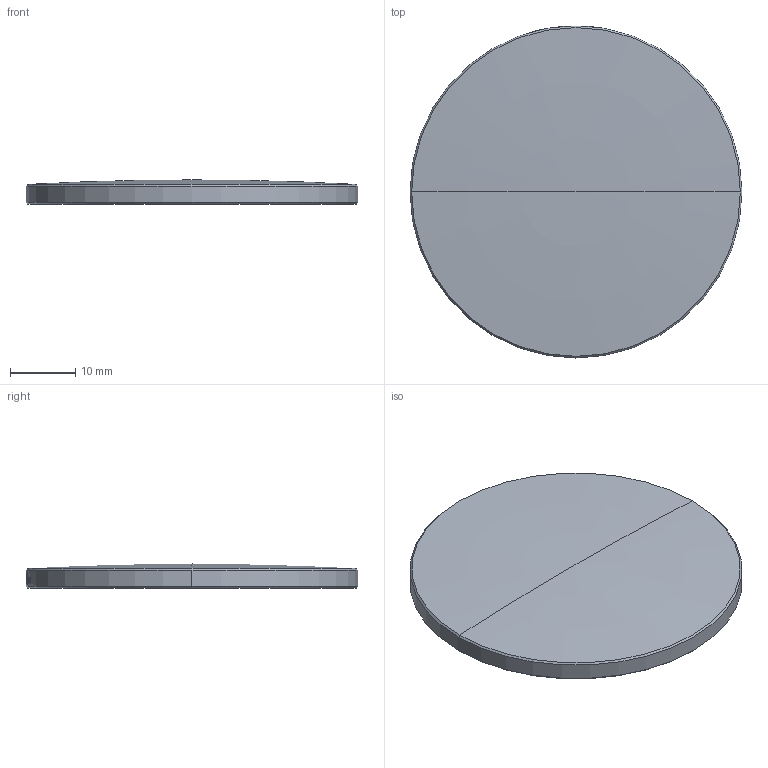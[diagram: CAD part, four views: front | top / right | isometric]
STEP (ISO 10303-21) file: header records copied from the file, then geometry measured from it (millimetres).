
FILE_DESCRIPTION (( 'STEP AP214' ), '1' );
FILE_NAME ('CTN017544-E0W.STEP', '2021-08-30T06:15:49', ( '' ), ( '' ), 'SwSTEP 2.0', 'SolidWorks 2018', '' );
FILE_SCHEMA (( 'AUTOMOTIVE_DESIGN' ));
Length unit declared in the file: millimetre
Products named in the file (2): CTN017572; CTN017544-E0W
Assembly tree (1 placements, depth 2):
  CTN017544-E0W
    CTN017572
Bounding box: 50.8 x 50.8 x 3.7 mm (x, y, z)
Volume: 6780.7 mm3; surface area: 4488.6 mm2
Topology: 1 solids, 1 shells, 24 faces, 171 edges, 162 vertices
Faces by surface type: cylinder 17, cone 4, torus 2, plane 1
Entity records: 2556 total; most frequent: CARTESIAN_POINT 1296, ORIENTED_EDGE 338, EDGE_CURVE 169, VERTEX_POINT 162, DIRECTION 151, B_SPLINE_CURVE_WITH_KNOTS 110, AXIS2_PLACEMENT_3D 64, EDGE_LOOP 39
